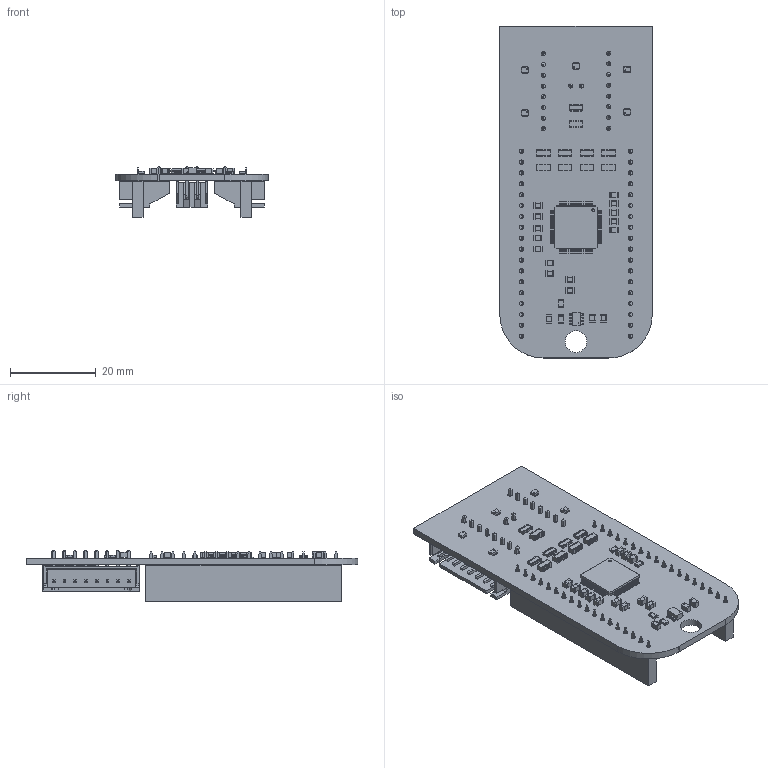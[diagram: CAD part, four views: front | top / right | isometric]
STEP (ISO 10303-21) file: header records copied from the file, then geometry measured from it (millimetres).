
FILE_DESCRIPTION(('KiCad electronic assembly'),'2;1');
FILE_NAME('Combined_PCB.step','2025-03-25T14:47:41',('Pcbnew'),('Kicad') ,'Open CASCADE STEP processor 7.8','KiCad to STEP converter','Unknown' );
FILE_SCHEMA(('AUTOMOTIVE_DESIGN { 1 0 10303 214 1 1 1 1 }'));
Length unit declared in the file: millimetre
Products named in the file (24): Combined_PCB 1; SOT-563; SOT_563; C_0805_2012Metric; W3A45C102K4T2A; W3A45C102KAT2A; L_0805_2012Metric; R_Array_Concave_4x0603; R_0805_2012Metric; ADS1299IPAG; PAG64; MCP1640; part; PinSocket_1x18_P2.54mm_Vertical; JST_XH_S2B-XH-A_1x02_P2.50mm_Horizontal; JST_S2B_XH_A; JST_XH_S8B-XH-A_1x08_P2.50mm_Horizontal; JST_S8B_XH_A; Combined_PCB_PCB
Assembly tree (53 placements, depth 3):
  Combined_PCB 1
    SOT-563  x5
      SOT_563
    C_0805_2012Metric  x14
      C_0805_2012Metric
    W3A45C102K4T2A  x5
      W3A45C102KAT2A
    L_0805_2012Metric
      L_0805_2012Metric
    R_Array_Concave_4x0603  x5
      R_Array_Concave_4x0603
    R_0805_2012Metric  x4
      R_0805_2012Metric
    ADS1299IPAG
      PAG64
    MCP1640
      part
    PinSocket_1x18_P2.54mm_Vertical  x2
      PinSocket_1x18_P2.54mm_Vertical
    JST_XH_S2B-XH-A_1x02_P2.50mm_Horizontal
      JST_S2B_XH_A
    JST_XH_S8B-XH-A_1x08_P2.50mm_Horizontal  x2
      JST_S8B_XH_A
    Combined_PCB_PCB
Bounding box: 35.56 x 77.47 x 11.9 mm (x, y, z)
Volume: 7428 mm3; surface area: 12942.9 mm2
Topology: 154 solids, 154 shells, 5261 faces, 13575 edges, 8766 vertices
Faces by surface type: plane 3669, cylinder 1362, revolution 160, bspline 70
Full cylindrical faces by diameter (mm): 0.09 x1, 0.25 x5, 0.95 x16, 1 x38, 5.08 x1
Entity records: 85209 total; most frequent: CARTESIAN_POINT 14881, ORIENTED_EDGE 12600, DIRECTION 12201, EDGE_CURVE 6300, LINE 5153, VECTOR 5153, VERTEX_POINT 4110, AXIS2_PLACEMENT_3D 3508
